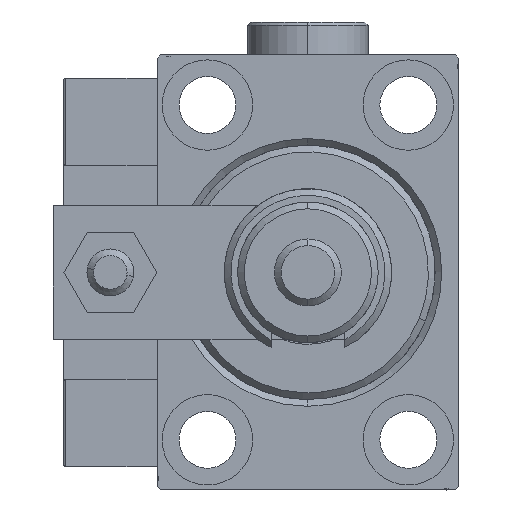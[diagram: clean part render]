
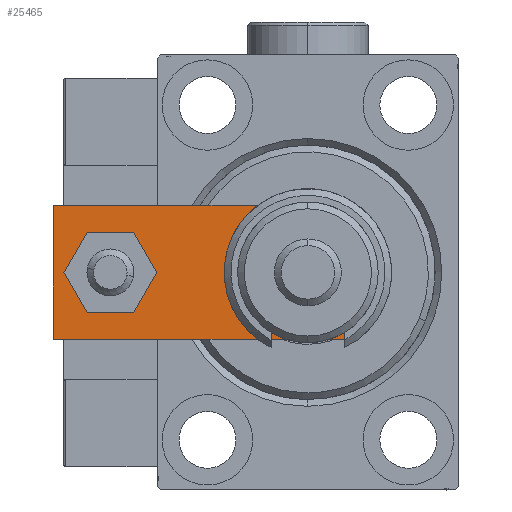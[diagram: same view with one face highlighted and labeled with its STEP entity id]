
A CAD part, left-side view. The second image highlights one B-rep face of the part: STEP entity #25465.
In plain terms, the highlighted face is planar.
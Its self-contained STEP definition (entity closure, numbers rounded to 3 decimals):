
#235 = CARTESIAN_POINT ( 'NONE',  ( 0., 0., 6. ) ) ;
#990 = AXIS2_PLACEMENT_3D ( 'NONE', #14161, #1796, #18279 ) ;
#1223 = AXIS2_PLACEMENT_3D ( 'NONE', #235, #29626, #20603 ) ;
#1796 = DIRECTION ( 'NONE',  ( 0., 0., 1. ) ) ;
#3320 = VERTEX_POINT ( 'NONE', #49960 ) ;
#3745 = DIRECTION ( 'NONE',  ( 0., -1., 0. ) ) ;
#4093 = CARTESIAN_POINT ( 'NONE',  ( 0., 39.5, 6. ) ) ;
#4582 = EDGE_LOOP ( 'NONE', ( #53116, #37554 ) ) ;
#4624 = CARTESIAN_POINT ( 'NONE',  ( 7.25, 10., 6. ) ) ;
#6370 = LINE ( 'NONE', #44833, #11120 ) ;
#6520 = VERTEX_POINT ( 'NONE', #25498 ) ;
#6955 = CARTESIAN_POINT ( 'NONE',  ( -10., 48., 6. ) ) ;
#7833 = DIRECTION ( 'NONE',  ( 0.707, 0.707, 0. ) ) ;
#8024 = EDGE_LOOP ( 'NONE', ( #45065, #38773 ) ) ;
#8138 = CARTESIAN_POINT ( 'NONE',  ( -10., 48., 6. ) ) ;
#8222 = FACE_BOUND ( 'NONE', #4582, .T. ) ;
#8295 = VECTOR ( 'NONE', #23512, 1000. ) ;
#8800 = EDGE_CURVE ( 'NONE', #46885, #27581, #34960, .T. ) ;
#9354 = DIRECTION ( 'NONE',  ( 1., 0., 0. ) ) ;
#9961 = LINE ( 'NONE', #18755, #33635 ) ;
#11042 = EDGE_CURVE ( 'NONE', #53740, #17665, #37682, .T. ) ;
#11120 = VECTOR ( 'NONE', #36585, 1000. ) ;
#12485 = ORIENTED_EDGE ( 'NONE', *, *, #26077, .T. ) ;
#13300 = VERTEX_POINT ( 'NONE', #23550 ) ;
#14161 = CARTESIAN_POINT ( 'NONE',  ( 0., 10., 6. ) ) ;
#15499 = CARTESIAN_POINT ( 'NONE',  ( 0., 10., 6. ) ) ;
#16616 = VERTEX_POINT ( 'NONE', #45997 ) ;
#16730 = FACE_BOUND ( 'NONE', #8024, .T. ) ;
#17525 = CARTESIAN_POINT ( 'NONE',  ( 10., 48., 6. ) ) ;
#17665 = VERTEX_POINT ( 'NONE', #4624 ) ;
#18279 = DIRECTION ( 'NONE',  ( 1., 0., 0. ) ) ;
#18755 = CARTESIAN_POINT ( 'NONE',  ( -2.88, -2.88, 6. ) ) ;
#18985 = EDGE_CURVE ( 'NONE', #17665, #53740, #27312, .T. ) ;
#20177 = DIRECTION ( 'NONE',  ( 0., 0., 1. ) ) ;
#20460 = ORIENTED_EDGE ( 'NONE', *, *, #33720, .T. ) ;
#20603 = DIRECTION ( 'NONE',  ( 1., 0., 0. ) ) ;
#22633 = DIRECTION ( 'NONE',  ( 0.707, -0.707, 0. ) ) ;
#22669 = EDGE_CURVE ( 'NONE', #16616, #36006, #9961, .T. ) ;
#23504 = EDGE_CURVE ( 'NONE', #40250, #16616, #36714, .T. ) ;
#23512 = DIRECTION ( 'NONE',  ( 0., 1., 0. ) ) ;
#23550 = CARTESIAN_POINT ( 'NONE',  ( 10., 48., 6. ) ) ;
#23982 = ORIENTED_EDGE ( 'NONE', *, *, #44306, .T. ) ;
#24612 = LINE ( 'NONE', #32563, #38943 ) ;
#25465 = ADVANCED_FACE ( 'NONE', ( #8222, #37883, #16730 ), #50802, .T. ) ;
#25498 = CARTESIAN_POINT ( 'NONE',  ( 10., 4.24, 6. ) ) ;
#26077 = EDGE_CURVE ( 'NONE', #6520, #13300, #27078, .T. ) ;
#27078 = LINE ( 'NONE', #39995, #8295 ) ;
#27312 = CIRCLE ( 'NONE', #990, 7.25 ) ;
#27581 = VERTEX_POINT ( 'NONE', #34401 ) ;
#27666 = ORIENTED_EDGE ( 'NONE', *, *, #43795, .T. ) ;
#28956 = DIRECTION ( 'NONE',  ( 1., 0., 0. ) ) ;
#29363 = DIRECTION ( 'NONE',  ( 1., 0., 0. ) ) ;
#29626 = DIRECTION ( 'NONE',  ( 0., 0., 1. ) ) ;
#31877 = EDGE_LOOP ( 'NONE', ( #53208, #35747, #27666, #20460, #12485, #23982 ) ) ;
#32056 = EDGE_CURVE ( 'NONE', #27581, #46885, #37117, .T. ) ;
#32563 = CARTESIAN_POINT ( 'NONE',  ( 2.88, -2.88, 6. ) ) ;
#33291 = CARTESIAN_POINT ( 'NONE',  ( 0., 39.5, 6. ) ) ;
#33635 = VECTOR ( 'NONE', #22633, 1000. ) ;
#33720 = EDGE_CURVE ( 'NONE', #3320, #6520, #24612, .T. ) ;
#33757 = DIRECTION ( 'NONE',  ( -1., 0., 0. ) ) ;
#34401 = CARTESIAN_POINT ( 'NONE',  ( -4., 39.5, 6. ) ) ;
#34960 = CIRCLE ( 'NONE', #35822, 4. ) ;
#35038 = AXIS2_PLACEMENT_3D ( 'NONE', #15499, #20177, #28956 ) ;
#35747 = ORIENTED_EDGE ( 'NONE', *, *, #22669, .T. ) ;
#35822 = AXIS2_PLACEMENT_3D ( 'NONE', #4093, #45593, #29363 ) ;
#36006 = VERTEX_POINT ( 'NONE', #39863 ) ;
#36585 = DIRECTION ( 'NONE',  ( 1., 0., 0. ) ) ;
#36714 = LINE ( 'NONE', #8138, #52962 ) ;
#37117 = CIRCLE ( 'NONE', #42359, 4. ) ;
#37554 = ORIENTED_EDGE ( 'NONE', *, *, #8800, .F. ) ;
#37682 = CIRCLE ( 'NONE', #35038, 7.25 ) ;
#37883 = FACE_OUTER_BOUND ( 'NONE', #31877, .T. ) ;
#38773 = ORIENTED_EDGE ( 'NONE', *, *, #18985, .F. ) ;
#38943 = VECTOR ( 'NONE', #7833, 1000. ) ;
#39863 = CARTESIAN_POINT ( 'NONE',  ( -5.76, 0., 6. ) ) ;
#39995 = CARTESIAN_POINT ( 'NONE',  ( 10., 0., 6. ) ) ;
#40250 = VERTEX_POINT ( 'NONE', #6955 ) ;
#42359 = AXIS2_PLACEMENT_3D ( 'NONE', #33291, #50067, #9354 ) ;
#42730 = VECTOR ( 'NONE', #33757, 1000. ) ;
#43258 = CARTESIAN_POINT ( 'NONE',  ( -7.25, 10., 6. ) ) ;
#43795 = EDGE_CURVE ( 'NONE', #36006, #3320, #6370, .T. ) ;
#44306 = EDGE_CURVE ( 'NONE', #13300, #40250, #51329, .T. ) ;
#44833 = CARTESIAN_POINT ( 'NONE',  ( -10., 0., 6. ) ) ;
#45065 = ORIENTED_EDGE ( 'NONE', *, *, #11042, .F. ) ;
#45593 = DIRECTION ( 'NONE',  ( 0., 0., 1. ) ) ;
#45997 = CARTESIAN_POINT ( 'NONE',  ( -10., 4.24, 6. ) ) ;
#46885 = VERTEX_POINT ( 'NONE', #48468 ) ;
#48468 = CARTESIAN_POINT ( 'NONE',  ( 4., 39.5, 6. ) ) ;
#49960 = CARTESIAN_POINT ( 'NONE',  ( 5.76, 0., 6. ) ) ;
#50067 = DIRECTION ( 'NONE',  ( 0., 0., 1. ) ) ;
#50802 = PLANE ( 'NONE',  #1223 ) ;
#51329 = LINE ( 'NONE', #17525, #42730 ) ;
#52962 = VECTOR ( 'NONE', #3745, 1000. ) ;
#53116 = ORIENTED_EDGE ( 'NONE', *, *, #32056, .F. ) ;
#53208 = ORIENTED_EDGE ( 'NONE', *, *, #23504, .T. ) ;
#53740 = VERTEX_POINT ( 'NONE', #43258 ) ;
